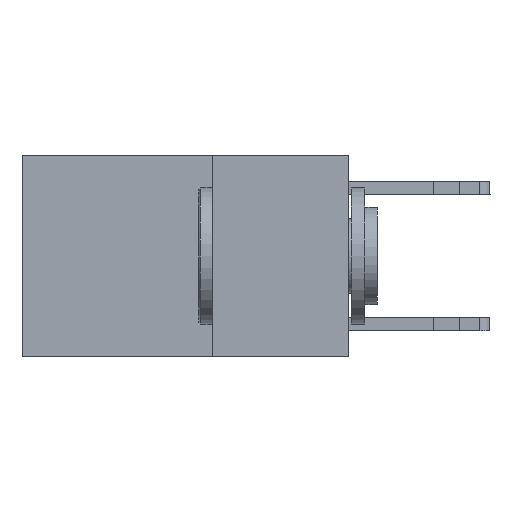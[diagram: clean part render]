
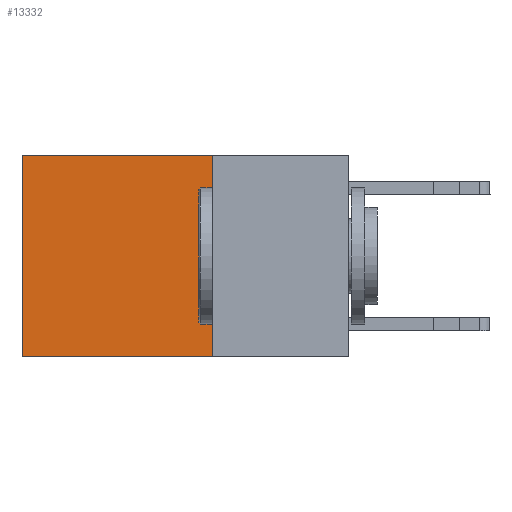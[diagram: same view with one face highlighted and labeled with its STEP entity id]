
A CAD part, left-side view. The second image highlights one B-rep face of the part: STEP entity #13332.
In plain terms, the highlighted planar face has unit normal (-1, 0, 0).
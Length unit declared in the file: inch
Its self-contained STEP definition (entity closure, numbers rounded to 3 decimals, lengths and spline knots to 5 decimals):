
#200 = DIRECTION ( 'NONE',  ( 0., 0., -1. ) ) ;
#721 = VERTEX_POINT ( 'NONE', #9585 ) ;
#1240 = CARTESIAN_POINT ( 'NONE',  ( 0.2625, 0.25, 0. ) ) ;
#1627 = EDGE_CURVE ( 'NONE', #721, #9749, #7947, .T. ) ;
#1726 = FACE_OUTER_BOUND ( 'NONE', #15957, .T. ) ;
#3265 = CARTESIAN_POINT ( 'NONE',  ( 0.2625, 0.25, -0.37 ) ) ;
#4063 = EDGE_CURVE ( 'NONE', #5062, #9749, #15446, .T. ) ;
#4224 = VECTOR ( 'NONE', #9921, 39.37008 ) ;
#4475 = PLANE ( 'NONE',  #11373 ) ;
#5062 = VERTEX_POINT ( 'NONE', #17257 ) ;
#6522 = CARTESIAN_POINT ( 'NONE',  ( 0.2625, 0.6, 0. ) ) ;
#6665 = DIRECTION ( 'NONE',  ( 0., 1., 0. ) ) ;
#7175 = CARTESIAN_POINT ( 'NONE',  ( 0.2625, 0.25, 0. ) ) ;
#7871 = CARTESIAN_POINT ( 'NONE',  ( 0.2625, 0.6, -0.37 ) ) ;
#7947 = LINE ( 'NONE', #6522, #10732 ) ;
#8007 = LINE ( 'NONE', #1240, #15158 ) ;
#8182 = ORIENTED_EDGE ( 'NONE', *, *, #16382, .F. ) ;
#9585 = CARTESIAN_POINT ( 'NONE',  ( 0.2625, 0.6, 0. ) ) ;
#9749 = VERTEX_POINT ( 'NONE', #7871 ) ;
#9814 = CARTESIAN_POINT ( 'NONE',  ( 0.2625, 0.25, 0. ) ) ;
#9921 = DIRECTION ( 'NONE',  ( 0., 1., 0. ) ) ;
#10732 = VECTOR ( 'NONE', #17535, 39.37008 ) ;
#11249 = DIRECTION ( 'NONE',  ( 0., 0., -1. ) ) ;
#11373 = AXIS2_PLACEMENT_3D ( 'NONE', #9814, #15333, #200 ) ;
#12122 = VERTEX_POINT ( 'NONE', #15498 ) ;
#12202 = ORIENTED_EDGE ( 'NONE', *, *, #1627, .T. ) ;
#13332 = ADVANCED_FACE ( 'NONE', ( #1726 ), #4475, .F. ) ;
#13905 = ORIENTED_EDGE ( 'NONE', *, *, #4063, .F. ) ;
#14225 = EDGE_CURVE ( 'NONE', #12122, #721, #8007, .T. ) ;
#15158 = VECTOR ( 'NONE', #6665, 39.37008 ) ;
#15333 = DIRECTION ( 'NONE',  ( 1., 0., 0. ) ) ;
#15356 = LINE ( 'NONE', #7175, #15749 ) ;
#15446 = LINE ( 'NONE', #3265, #4224 ) ;
#15498 = CARTESIAN_POINT ( 'NONE',  ( 0.2625, 0.25, 0. ) ) ;
#15749 = VECTOR ( 'NONE', #11249, 39.37008 ) ;
#15957 = EDGE_LOOP ( 'NONE', ( #12202, #13905, #8182, #17237 ) ) ;
#16382 = EDGE_CURVE ( 'NONE', #12122, #5062, #15356, .T. ) ;
#17237 = ORIENTED_EDGE ( 'NONE', *, *, #14225, .T. ) ;
#17257 = CARTESIAN_POINT ( 'NONE',  ( 0.2625, 0.25, -0.37 ) ) ;
#17535 = DIRECTION ( 'NONE',  ( 0., 0., -1. ) ) ;
